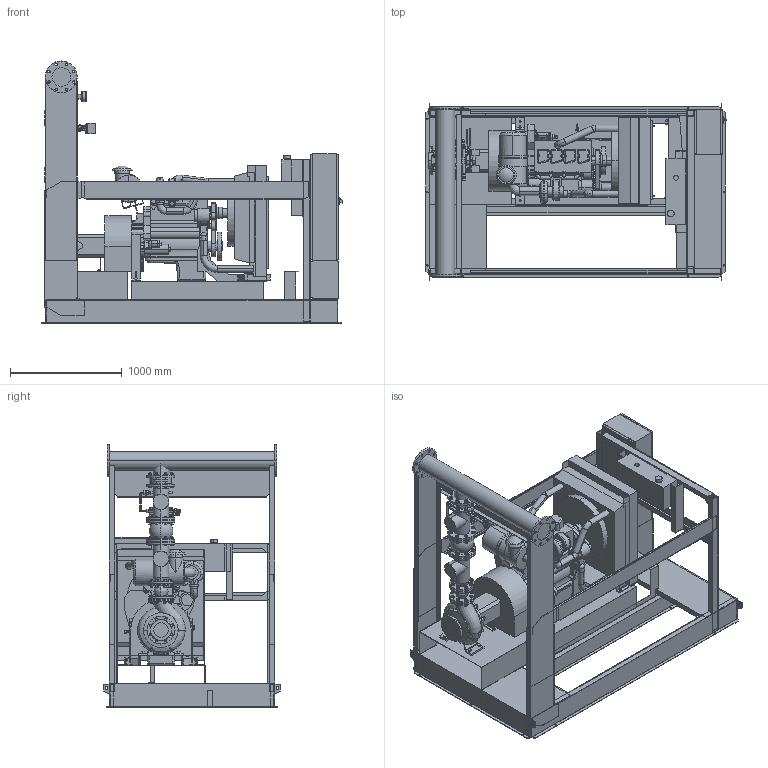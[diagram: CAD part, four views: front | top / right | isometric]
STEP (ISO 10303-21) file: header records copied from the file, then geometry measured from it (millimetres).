
FILE_DESCRIPTION((''),'2;1');
FILE_NAME('3d_Sifire-EN-100_250-269-109D-4183844.stp','2015-05-26T10:36:00',(''),(''),'Mechanical Desktop 2009','Mechanical Desktop 2009',', , ');
FILE_SCHEMA(('CONFIG_CONTROL_DESIGN'));
Length unit declared in the file: millimetre
Products named in the file (1): Product
Bounding box: 2685.5 x 1582 x 2345.5 mm (x, y, z)
Volume: 719824375.4 mm3; surface area: 44688086.2 mm2
Topology: 178 solids, 178 shells, 4754 faces, 11630 edges, 7320 vertices
Faces by surface type: plane 1817, bspline 1264, cylinder 999, cone 544, torus 122, sphere 8
Full cylindrical faces by diameter (mm): 309 x1
Entity records: 151358 total; most frequent: CARTESIAN_POINT 45191, ORIENTED_EDGE 23228, DIRECTION 20560, EDGE_CURVE 11614, VERTEX_POINT 7319, AXIS2_PLACEMENT_3D 7149, VECTOR 6262, LINE 6262
